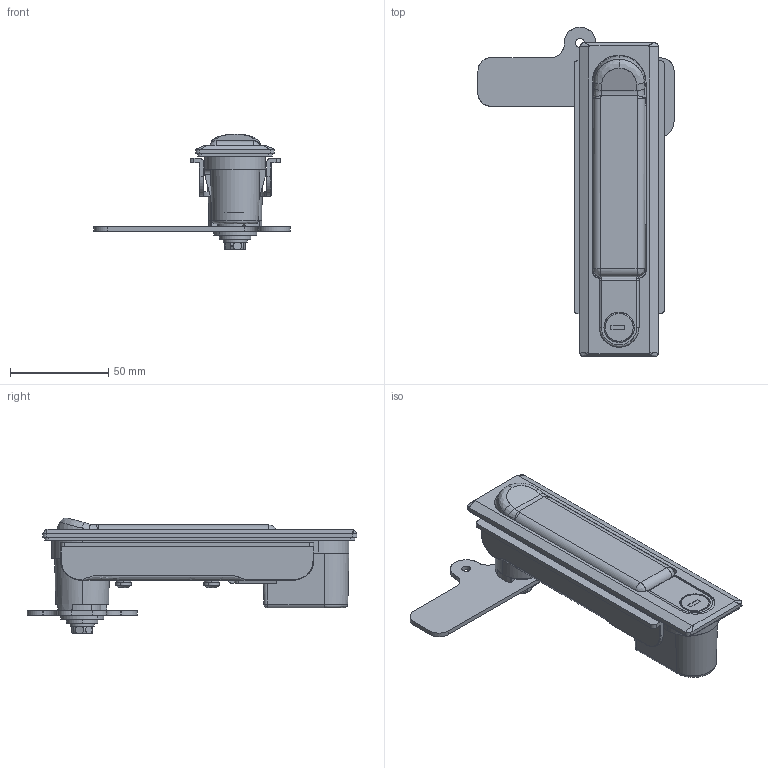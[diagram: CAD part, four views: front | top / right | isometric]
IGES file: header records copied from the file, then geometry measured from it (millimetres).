
Start section: SolidWorks IGES file using analytic representation for surfaces
Global section: file name: ‚`-480-A-2_.IGS; native system: SolidWorks 2006 by SolidWorks Corporation; preprocessor: SolidWorks 2006 by SolidWorks Corporation; author: 4sw; date: 060607.210658; units: millimetre
Bounding box: 100.02 x 168.04 x 58.99 mm (x, y, z)
Surface area: 86897.3 mm2 (no closed solid volume)
Topology: 0 solids, 0 shells, 632 faces, 8417 edges, 8401 vertices
Faces by surface type: bspline 381, revolution 251
